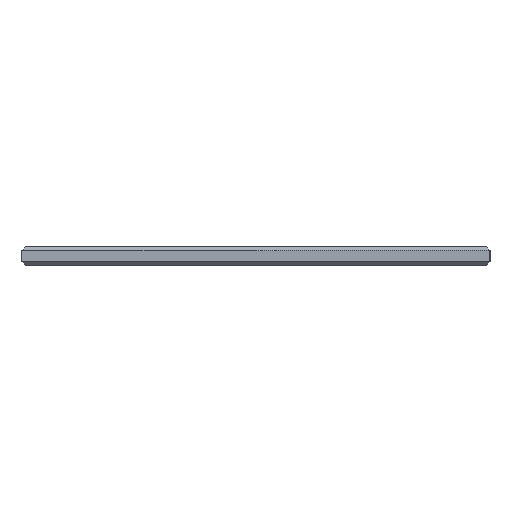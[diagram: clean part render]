
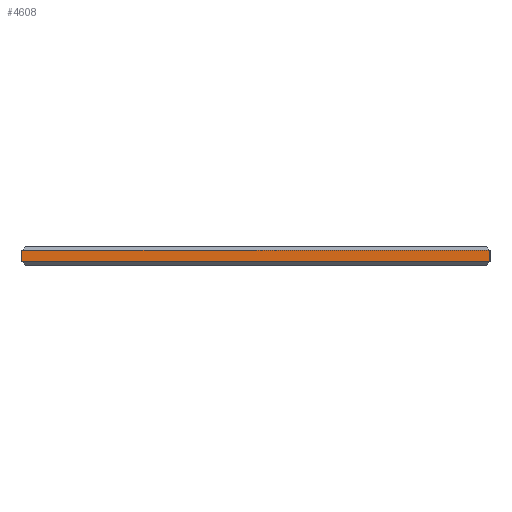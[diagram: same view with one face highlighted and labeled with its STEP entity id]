
A CAD part, left-side view. The second image highlights one B-rep face of the part: STEP entity #4608.
In plain terms, the highlighted planar face has unit normal (-1, 0, 0).
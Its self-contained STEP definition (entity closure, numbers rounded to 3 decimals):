
#50 = PLANE ( 'NONE',  #5413 ) ;
#99 = CARTESIAN_POINT ( 'NONE',  ( -18., -12.5, 0.5 ) ) ;
#161 = CARTESIAN_POINT ( 'NONE',  ( -18., 12.5, 0.3 ) ) ;
#258 = VECTOR ( 'NONE', #1383, 1000. ) ;
#580 = CARTESIAN_POINT ( 'NONE',  ( -18., -12.5, -0.3 ) ) ;
#678 = EDGE_CURVE ( 'NONE', #6926, #6985, #5716, .T. ) ;
#681 = DIRECTION ( 'NONE',  ( 0., 0., -1. ) ) ;
#709 = LINE ( 'NONE', #99, #2035 ) ;
#1082 = EDGE_LOOP ( 'NONE', ( #2502, #1658, #2307, #2842 ) ) ;
#1383 = DIRECTION ( 'NONE',  ( 0., 1., 0. ) ) ;
#1623 = CARTESIAN_POINT ( 'NONE',  ( -18., 12.5, 0.5 ) ) ;
#1658 = ORIENTED_EDGE ( 'NONE', *, *, #6748, .T. ) ;
#1861 = CARTESIAN_POINT ( 'NONE',  ( -18., 12.5, 0.5 ) ) ;
#2019 = VERTEX_POINT ( 'NONE', #4095 ) ;
#2035 = VECTOR ( 'NONE', #681, 1000. ) ;
#2196 = DIRECTION ( 'NONE',  ( 0., 0., -1. ) ) ;
#2307 = ORIENTED_EDGE ( 'NONE', *, *, #5475, .F. ) ;
#2470 = LINE ( 'NONE', #5969, #3802 ) ;
#2502 = ORIENTED_EDGE ( 'NONE', *, *, #678, .T. ) ;
#2709 = VECTOR ( 'NONE', #6939, 1000. ) ;
#2842 = ORIENTED_EDGE ( 'NONE', *, *, #4968, .T. ) ;
#3592 = CARTESIAN_POINT ( 'NONE',  ( -18., 12.5, -0.3 ) ) ;
#3802 = VECTOR ( 'NONE', #5407, 1000. ) ;
#3996 = VERTEX_POINT ( 'NONE', #580 ) ;
#4095 = CARTESIAN_POINT ( 'NONE',  ( -18., -12.5, 0.3 ) ) ;
#4608 = ADVANCED_FACE ( 'NONE', ( #5198 ), #50, .F. ) ;
#4609 = LINE ( 'NONE', #4795, #258 ) ;
#4795 = CARTESIAN_POINT ( 'NONE',  ( -18., 12.5, 0.3 ) ) ;
#4968 = EDGE_CURVE ( 'NONE', #2019, #6926, #4609, .T. ) ;
#5198 = FACE_OUTER_BOUND ( 'NONE', #1082, .T. ) ;
#5407 = DIRECTION ( 'NONE',  ( 0., -1., 0. ) ) ;
#5413 = AXIS2_PLACEMENT_3D ( 'NONE', #1623, #5597, #2196 ) ;
#5475 = EDGE_CURVE ( 'NONE', #2019, #3996, #709, .T. ) ;
#5597 = DIRECTION ( 'NONE',  ( 1., 0., 0. ) ) ;
#5716 = LINE ( 'NONE', #1861, #2709 ) ;
#5969 = CARTESIAN_POINT ( 'NONE',  ( -18., 12.5, -0.3 ) ) ;
#6748 = EDGE_CURVE ( 'NONE', #6985, #3996, #2470, .T. ) ;
#6926 = VERTEX_POINT ( 'NONE', #161 ) ;
#6939 = DIRECTION ( 'NONE',  ( 0., 0., -1. ) ) ;
#6985 = VERTEX_POINT ( 'NONE', #3592 ) ;
